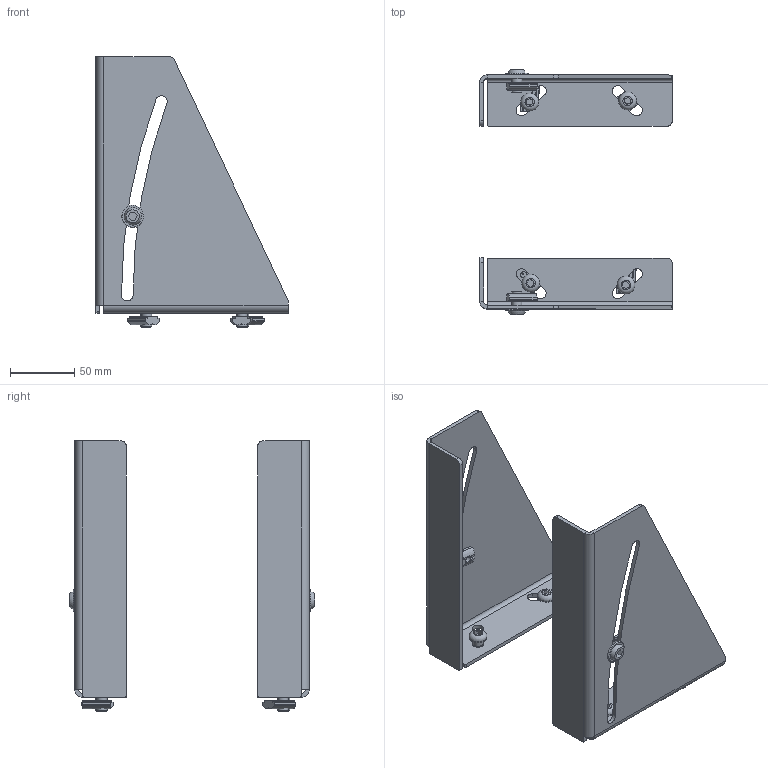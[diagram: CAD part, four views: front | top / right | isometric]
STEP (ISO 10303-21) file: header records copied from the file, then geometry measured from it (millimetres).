
FILE_DESCRIPTION(/* description */ ('KriTec Konsolen-Schwenkwinkel 10 VA inkl Bef-Satz'),/* implementation_level */ '2;1');
FILE_NAME(/* name */ '81249_KriTec_Konsolen-Schwenkwinkel_10_VA_inkl_Bef-Satz.stp',/* time_stamp */ '2020-06-15T14:02:31+02:00',/* author */ ('jendrek'),/* organization */ (''),/* preprocessor_version */ 'ST-DEVELOPER v17',/* originating_system */ 'Autodesk Inventor 2018',/* authorisation */ '');
FILE_SCHEMA (('AUTOMOTIVE_DESIGN { 1 0 10303 214 3 1 1 }'));
Length unit declared in the file: millimetre
Products named in the file (6): 81249; 13556; 13569; 81038_KriTec_Nutenstein_10_VA_M8_mit_Steg_fuer_Profil_10_schwer_und_P
rofil_10_40_einschiebbar; 11870 ; 10794
Assembly tree (14 placements, depth 2):
  81249
    13556
    13569
    81038_KriTec_Nutenstein_10_VA_M8_mit_Steg_fuer_Profil_10_schwer_und_P
rofil_10_40_einschiebbar  x6
    11870   x4
    10794  x2
Bounding box: 150 x 191.55 x 211 mm (x, y, z)
Volume: 204390.9 mm3; surface area: 145683.5 mm2
Topology: 14 solids, 14 shells, 390 faces, 1060 edges, 690 vertices
Faces by surface type: plane 232, cylinder 126, cone 22, torus 8, sphere 2
Full cylindrical faces by diameter (mm): 6.647 x6, 8 x6, 14 x4
Entity records: 5021 total; most frequent: DIRECTION 868, CARTESIAN_POINT 863, ORIENTED_EDGE 782, EDGE_CURVE 391, AXIS2_PLACEMENT_3D 318, VERTEX_POINT 253, LINE 232, VECTOR 232
